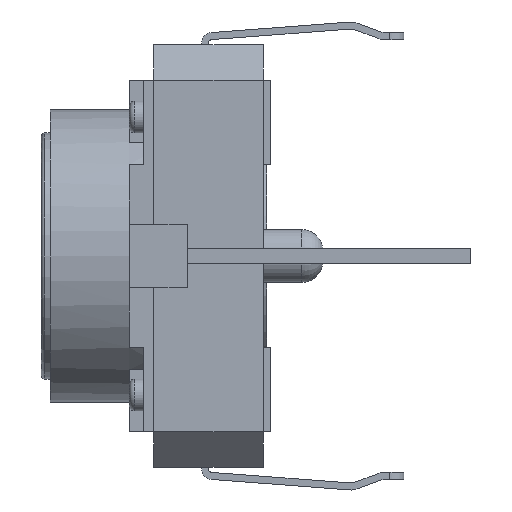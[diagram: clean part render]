
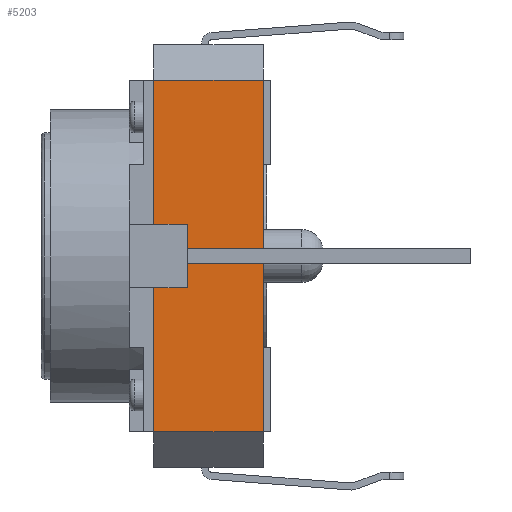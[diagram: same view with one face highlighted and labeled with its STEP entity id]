
A CAD part, left-side view. The second image highlights one B-rep face of the part: STEP entity #5203.
In plain terms, the highlighted planar face has unit normal (-1, 0, 0).
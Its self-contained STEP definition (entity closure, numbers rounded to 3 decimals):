
#73 = CARTESIAN_POINT ( 'NONE',  ( -6., 3.3, 5. ) ) ;
#94 = CARTESIAN_POINT ( 'NONE',  ( -6., 0.2, -5. ) ) ;
#97 = VECTOR ( 'NONE', #655, 1000. ) ;
#131 = ORIENTED_EDGE ( 'NONE', *, *, #805, .F. ) ;
#135 = EDGE_CURVE ( 'NONE', #4525, #5486, #2669, .T. ) ;
#139 = CARTESIAN_POINT ( 'NONE',  ( -6., 3.3, 5. ) ) ;
#218 = DIRECTION ( 'NONE',  ( 0., -1., 0. ) ) ;
#244 = CARTESIAN_POINT ( 'NONE',  ( -6., 3.3, 5. ) ) ;
#260 = VERTEX_POINT ( 'NONE', #94 ) ;
#358 = DIRECTION ( 'NONE',  ( 0., 0., -1. ) ) ;
#480 = DIRECTION ( 'NONE',  ( 0., 0., -1. ) ) ;
#655 = DIRECTION ( 'NONE',  ( 0., -1., 0. ) ) ;
#805 = EDGE_CURVE ( 'NONE', #5486, #4352, #5683, .T. ) ;
#1115 = EDGE_CURVE ( 'NONE', #4525, #260, #4678, .T. ) ;
#1622 = CARTESIAN_POINT ( 'NONE',  ( -6., 3.3, -5. ) ) ;
#2089 = ORIENTED_EDGE ( 'NONE', *, *, #1115, .T. ) ;
#2189 = EDGE_CURVE ( 'NONE', #4352, #260, #6486, .T. ) ;
#2216 = CARTESIAN_POINT ( 'NONE',  ( -6., 0.2, 5. ) ) ;
#2445 = PLANE ( 'NONE',  #5054 ) ;
#2649 = DIRECTION ( 'NONE',  ( 0., 0., 1. ) ) ;
#2669 = LINE ( 'NONE', #73, #5198 ) ;
#2906 = CARTESIAN_POINT ( 'NONE',  ( -6., 3.3, -5. ) ) ;
#3162 = ORIENTED_EDGE ( 'NONE', *, *, #2189, .F. ) ;
#3513 = DIRECTION ( 'NONE',  ( 1., 0., 0. ) ) ;
#3883 = ORIENTED_EDGE ( 'NONE', *, *, #135, .F. ) ;
#4253 = VECTOR ( 'NONE', #218, 1000. ) ;
#4352 = VERTEX_POINT ( 'NONE', #2216 ) ;
#4525 = VERTEX_POINT ( 'NONE', #2906 ) ;
#4678 = LINE ( 'NONE', #1622, #97 ) ;
#5054 = AXIS2_PLACEMENT_3D ( 'NONE', #6142, #3513, #358 ) ;
#5198 = VECTOR ( 'NONE', #2649, 1000. ) ;
#5203 = ADVANCED_FACE ( 'NONE', ( #6775 ), #2445, .F. ) ;
#5319 = VECTOR ( 'NONE', #480, 1000. ) ;
#5486 = VERTEX_POINT ( 'NONE', #139 ) ;
#5683 = LINE ( 'NONE', #244, #4253 ) ;
#6142 = CARTESIAN_POINT ( 'NONE',  ( -6., 3.3, 5. ) ) ;
#6486 = LINE ( 'NONE', #6844, #5319 ) ;
#6775 = FACE_OUTER_BOUND ( 'NONE', #6804, .T. ) ;
#6804 = EDGE_LOOP ( 'NONE', ( #3162, #131, #3883, #2089 ) ) ;
#6844 = CARTESIAN_POINT ( 'NONE',  ( -6., 0.2, 0. ) ) ;
